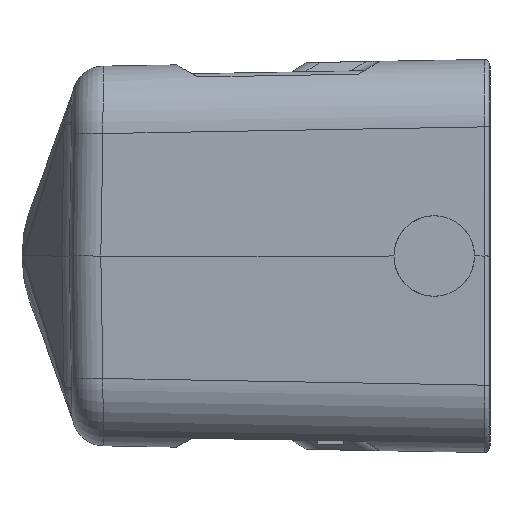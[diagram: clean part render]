
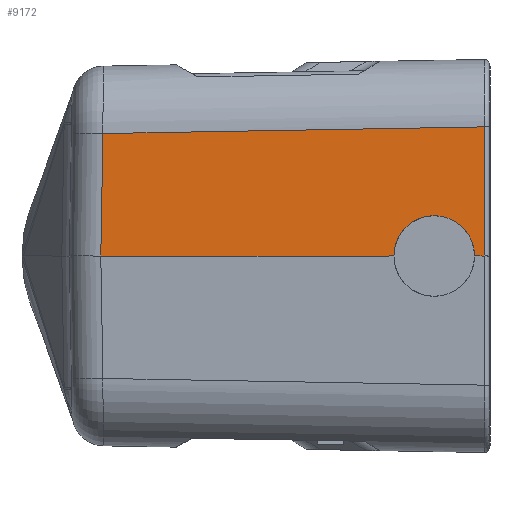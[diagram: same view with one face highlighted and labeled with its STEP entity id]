
A CAD part, left-side view. The second image highlights one B-rep face of the part: STEP entity #9172.
In plain terms, the highlighted planar face has unit normal (-1, 0.018, 0.017).
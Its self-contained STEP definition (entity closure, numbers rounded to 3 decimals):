
#1930=CARTESIAN_POINT('',(-29.743,70.608,14.121));
#1958=DIRECTION('',(0.,-0.707,0.707));
#1959=VECTOR('',#1958,4.4);
#1960=CARTESIAN_POINT('',(-29.894,76.1,
0.));
#1961=LINE('',#1960,#1959);
#1962=DIRECTION('',(0.017,-0.017,1.));
#1963=VECTOR('',#1962,13.397);
#1964=CARTESIAN_POINT('',(-29.257,112.562,
0.));
#1965=LINE('',#1964,#1963);
#1966=DIRECTION('',(-0.017,-1.,0.017));
#1967=VECTOR('',#1966,41.732);
#1968=CARTESIAN_POINT('',(-29.027,112.328,13.393));
#1969=LINE('',#1968,#1967);
#1970=CARTESIAN_POINT('',(-29.97,71.7,0.));
#1971=CARTESIAN_POINT('',(-29.96,71.7,0.608));
#1972=CARTESIAN_POINT('',(-29.936,71.94,1.723));
#1973=CARTESIAN_POINT('',(-29.909,72.559,2.682));
#1974=CARTESIAN_POINT('',(-29.894,72.989,3.112));
#1990=CARTESIAN_POINT('',(-29.97,71.7,0.));
#1992=DIRECTION('',(-0.017,-1.,0.));
#1993=VECTOR('',#1992,1.09);
#1994=CARTESIAN_POINT('',(-29.97,71.7,0.));
#1995=LINE('',#1994,#1993);
#2004=DIRECTION('',(-0.017,-1.,0.));
#2005=VECTOR('',#2004,36.467);
#2006=CARTESIAN_POINT('',(-29.257,112.562,
0.));
#2007=LINE('',#2006,#2005);
#2042=DIRECTION('',(0.017,0.,1.));
#2043=VECTOR('',#2042,14.124);
#2044=CARTESIAN_POINT('',(-29.989,70.61,
0.));
#2045=LINE('',#2044,#2043);
#6600=CARTESIAN_POINT('',(-29.989,70.61,
0.));
#6601=VERTEX_POINT('',#6600);
#6602=CARTESIAN_POINT('',(-29.257,112.562,
0.));
#6603=VERTEX_POINT('',#6602);
#6606=CARTESIAN_POINT('',(-29.027,112.328,13.393));
#6607=VERTEX_POINT('',#6606);
#6613=VERTEX_POINT('',#1930);
#6711=VERTEX_POINT('',#1990);
#6712=CARTESIAN_POINT('',(-29.894,76.1,
0.));
#6713=VERTEX_POINT('',#6712);
#6714=CARTESIAN_POINT('',(-29.894,72.989,3.112));
#6715=VERTEX_POINT('',#6714);
#9152=CARTESIAN_POINT('',(-29.607,70.,22.544));
#9153=DIRECTION('',(-1.,0.017,0.017));
#9154=DIRECTION('',(0.017,1.,0.));
#9155=AXIS2_PLACEMENT_3D('',#9152,#9153,#9154);
#9156=PLANE('',#9155);
#9158=ORIENTED_EDGE('',*,*,#9157,.F.);
#9160=ORIENTED_EDGE('',*,*,#9159,.F.);
#9162=ORIENTED_EDGE('',*,*,#9161,.T.);
#9163=ORIENTED_EDGE('',*,*,#9139,.T.);
#9165=ORIENTED_EDGE('',*,*,#9164,.F.);
#9167=ORIENTED_EDGE('',*,*,#9166,.F.);
#9169=ORIENTED_EDGE('',*,*,#9168,.T.);
#9170=EDGE_LOOP('',(#9158,#9160,#9162,#9163,#9165,#9167,#9169));
#9171=FACE_OUTER_BOUND('',#9170,.F.);
#1975=B_SPLINE_CURVE_WITH_KNOTS('',3,(#1970,#1971,#1972,#1973,#1974),
.UNSPECIFIED.,.F.,.F.,(4,1,4),(0.,0.5,1.),.UNSPECIFIED.);
#9139=EDGE_CURVE('',#6607,#6613,#1969,.T.);
#9157=EDGE_CURVE('',#6713,#6715,#1961,.T.);
#9159=EDGE_CURVE('',#6603,#6713,#2007,.T.);
#9161=EDGE_CURVE('',#6603,#6607,#1965,.T.);
#9164=EDGE_CURVE('',#6601,#6613,#2045,.T.);
#9166=EDGE_CURVE('',#6711,#6601,#1995,.T.);
#9168=EDGE_CURVE('',#6711,#6715,#1975,.T.);
#9172=ADVANCED_FACE('',(#9171),#9156,.T.);
